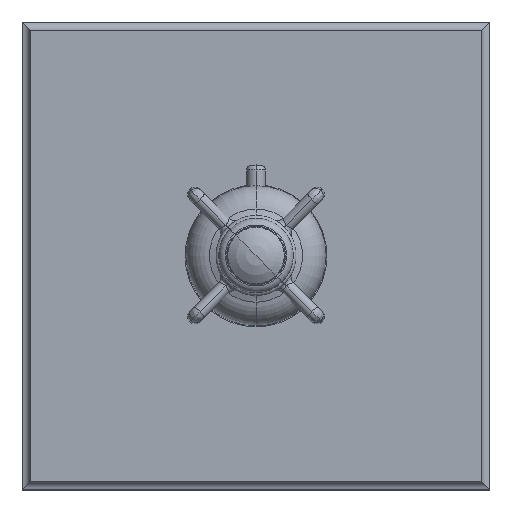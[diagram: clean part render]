
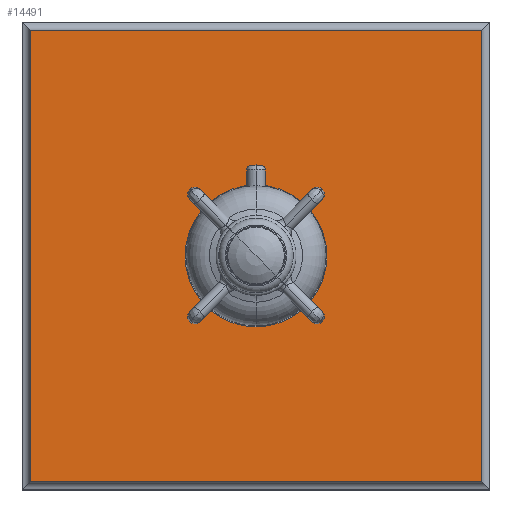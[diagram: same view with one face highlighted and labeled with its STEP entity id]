
A CAD part, top view. The second image highlights one B-rep face of the part: STEP entity #14491.
In plain terms, the highlighted planar face has unit normal (0, 0, 1).
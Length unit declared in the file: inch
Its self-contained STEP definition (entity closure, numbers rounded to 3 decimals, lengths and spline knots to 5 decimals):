
#3462=CARTESIAN_POINT('',(0.,0.,0.313));
#3463=DIRECTION('',(0.,0.,-1.));
#3464=DIRECTION('',(-1.,0.,0.));
#3465=AXIS2_PLACEMENT_3D('',#3462,#3463,#3464);
#3467=CARTESIAN_POINT('',(0.,0.,0.313));
#3468=DIRECTION('',(0.,0.,-1.));
#3469=DIRECTION('',(1.,0.,0.));
#3470=AXIS2_PLACEMENT_3D('',#3467,#3468,#3469);
#3472=DIRECTION('',(0.,-1.,0.));
#3473=VECTOR('',#3472,6.27);
#3474=CARTESIAN_POINT('',(-3.135,3.135,0.313));
#3475=LINE('',#3474,#3473);
#3476=DIRECTION('',(1.,0.,0.));
#3477=VECTOR('',#3476,6.27);
#3478=CARTESIAN_POINT('',(-3.135,-3.135,0.313));
#3479=LINE('',#3478,#3477);
#3501=DIRECTION('',(0.,1.,0.));
#3502=VECTOR('',#3501,6.27);
#3503=CARTESIAN_POINT('',(3.135,-3.135,0.313));
#3504=LINE('',#3503,#3502);
#3526=DIRECTION('',(-1.,0.,0.));
#3527=VECTOR('',#3526,6.27);
#3528=CARTESIAN_POINT('',(3.135,3.135,0.313));
#3529=LINE('',#3528,#3527);
#7097=CARTESIAN_POINT('',(-3.135,3.135,0.313));
#7098=CARTESIAN_POINT('',(-3.135,-3.135,0.313));
#7099=VERTEX_POINT('',#7097);
#7100=VERTEX_POINT('',#7098);
#7105=CARTESIAN_POINT('',(3.135,-3.135,0.313));
#7106=VERTEX_POINT('',#7105);
#7109=CARTESIAN_POINT('',(3.135,3.135,0.313));
#7110=VERTEX_POINT('',#7109);
#7117=CARTESIAN_POINT('',(-0.985,0.,0.313));
#7118=CARTESIAN_POINT('',(0.985,0.,0.313));
#7119=VERTEX_POINT('',#7117);
#7120=VERTEX_POINT('',#7118);
#14471=CARTESIAN_POINT('',(0.,0.,0.313));
#14472=DIRECTION('',(0.,0.,1.));
#14473=DIRECTION('',(1.,0.,0.));
#14474=AXIS2_PLACEMENT_3D('',#14471,#14472,#14473);
#14475=PLANE('',#14474);
#14477=ORIENTED_EDGE('',*,*,#14476,.F.);
#14479=ORIENTED_EDGE('',*,*,#14478,.F.);
#14481=ORIENTED_EDGE('',*,*,#14480,.F.);
#14483=ORIENTED_EDGE('',*,*,#14482,.F.);
#14484=EDGE_LOOP('',(#14477,#14479,#14481,#14483));
#14485=FACE_OUTER_BOUND('',#14484,.F.);
#14486=ORIENTED_EDGE('',*,*,#14461,.F.);
#14488=ORIENTED_EDGE('',*,*,#14487,.F.);
#14489=EDGE_LOOP('',(#14486,#14488));
#14490=FACE_BOUND('',#14489,.F.);
#14491=ADVANCED_FACE('',(#14485,#14490),#14475,.T.);
#3466=CIRCLE('',#3465,0.985);
#3471=CIRCLE('',#3470,0.985);
#14461=EDGE_CURVE('',#7119,#7120,#3466,.T.);
#14476=EDGE_CURVE('',#7099,#7100,#3475,.T.);
#14478=EDGE_CURVE('',#7110,#7099,#3529,.T.);
#14480=EDGE_CURVE('',#7106,#7110,#3504,.T.);
#14482=EDGE_CURVE('',#7100,#7106,#3479,.T.);
#14487=EDGE_CURVE('',#7120,#7119,#3471,.T.);
